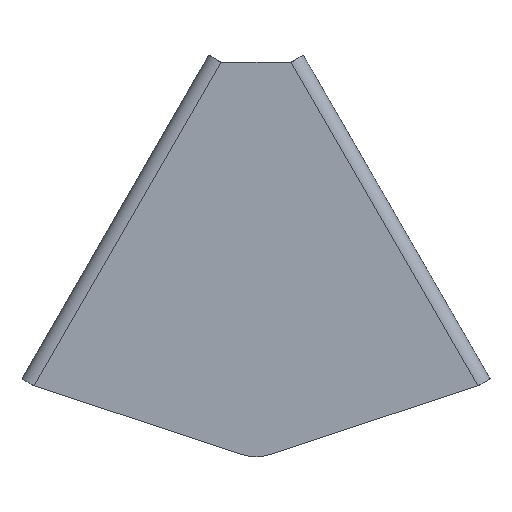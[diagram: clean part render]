
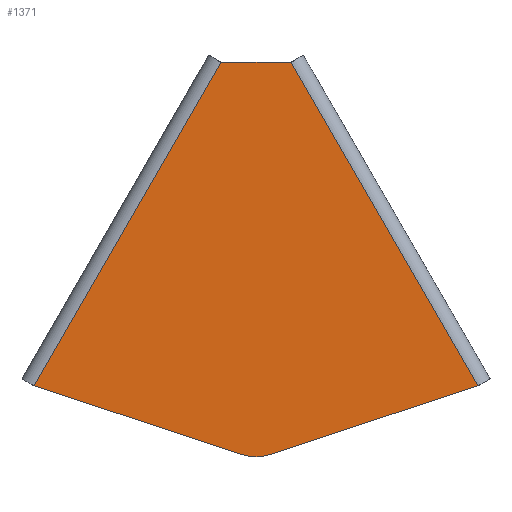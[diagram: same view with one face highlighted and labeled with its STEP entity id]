
A CAD part, front view. The second image highlights one B-rep face of the part: STEP entity #1371.
In plain terms, the highlighted planar face has unit normal (0, -1, 0).
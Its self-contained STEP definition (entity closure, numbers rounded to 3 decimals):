
#25 = FACE_OUTER_BOUND ( 'NONE', #312, .T. ) ;
#44 = VERTEX_POINT ( 'NONE', #795 ) ;
#144 = EDGE_CURVE ( 'NONE', #294, #400, #273, .T. ) ;
#194 = CARTESIAN_POINT ( 'NONE',  ( 0., 0., -170. ) ) ;
#195 = DIRECTION ( 'NONE',  ( 1., 0., 0. ) ) ;
#206 = DIRECTION ( 'NONE',  ( 0.5, 0., -0.866 ) ) ;
#215 = VECTOR ( 'NONE', #1149, 1000. ) ;
#243 = DIRECTION ( 'NONE',  ( 0., -1., 0. ) ) ;
#256 = VERTEX_POINT ( 'NONE', #366 ) ;
#265 = EDGE_CURVE ( 'NONE', #1239, #256, #837, .T. ) ;
#273 = LINE ( 'NONE', #849, #1123 ) ;
#289 = ORIENTED_EDGE ( 'NONE', *, *, #929, .F. ) ;
#294 = VERTEX_POINT ( 'NONE', #680 ) ;
#307 = DIRECTION ( 'NONE',  ( 0., -1., 0. ) ) ;
#312 = EDGE_LOOP ( 'NONE', ( #634, #1226, #752, #510, #521, #289 ) ) ;
#314 = CARTESIAN_POINT ( 'NONE',  ( 15., 0., 0. ) ) ;
#346 = VECTOR ( 'NONE', #814, 1000. ) ;
#356 = EDGE_CURVE ( 'NONE', #44, #256, #1375, .T. ) ;
#366 = CARTESIAN_POINT ( 'NONE',  ( 6.283, 0., -167.921 ) ) ;
#400 = VERTEX_POINT ( 'NONE', #1332 ) ;
#422 = VERTEX_POINT ( 'NONE', #1224 ) ;
#435 = PLANE ( 'NONE',  #775 ) ;
#474 = CARTESIAN_POINT ( 'NONE',  ( -6.283, 0., -167.921 ) ) ;
#506 = CARTESIAN_POINT ( 'NONE',  ( 95., 0., -138.564 ) ) ;
#510 = ORIENTED_EDGE ( 'NONE', *, *, #761, .F. ) ;
#521 = ORIENTED_EDGE ( 'NONE', *, *, #144, .F. ) ;
#634 = ORIENTED_EDGE ( 'NONE', *, *, #659, .F. ) ;
#659 = EDGE_CURVE ( 'NONE', #1239, #422, #1259, .T. ) ;
#680 = CARTESIAN_POINT ( 'NONE',  ( -15., 0., 0. ) ) ;
#746 = AXIS2_PLACEMENT_3D ( 'NONE', #1198, #243, #905 ) ;
#752 = ORIENTED_EDGE ( 'NONE', *, *, #356, .F. ) ;
#761 = EDGE_CURVE ( 'NONE', #400, #44, #1291, .T. ) ;
#775 = AXIS2_PLACEMENT_3D ( 'NONE', #1264, #307, #1250 ) ;
#791 = CARTESIAN_POINT ( 'NONE',  ( -95., 0., -138.564 ) ) ;
#795 = CARTESIAN_POINT ( 'NONE',  ( 95., 0., -138.564 ) ) ;
#797 = DIRECTION ( 'NONE',  ( 0.5, 0., 0.866 ) ) ;
#814 = DIRECTION ( 'NONE',  ( -0.949, 0., -0.314 ) ) ;
#837 = CIRCLE ( 'NONE', #746, 20. ) ;
#849 = CARTESIAN_POINT ( 'NONE',  ( 0., 0., 0. ) ) ;
#905 = DIRECTION ( 'NONE',  ( 0., 0., -1. ) ) ;
#929 = EDGE_CURVE ( 'NONE', #422, #294, #1227, .T. ) ;
#964 = VECTOR ( 'NONE', #797, 1000. ) ;
#1123 = VECTOR ( 'NONE', #195, 1000. ) ;
#1149 = DIRECTION ( 'NONE',  ( -0.949, 0., 0.314 ) ) ;
#1198 = CARTESIAN_POINT ( 'NONE',  ( 0., 0., -148.933 ) ) ;
#1224 = CARTESIAN_POINT ( 'NONE',  ( -95., 0., -138.564 ) ) ;
#1226 = ORIENTED_EDGE ( 'NONE', *, *, #265, .T. ) ;
#1227 = LINE ( 'NONE', #791, #964 ) ;
#1239 = VERTEX_POINT ( 'NONE', #474 ) ;
#1250 = DIRECTION ( 'NONE',  ( 0., 0., -1. ) ) ;
#1259 = LINE ( 'NONE', #194, #215 ) ;
#1264 = CARTESIAN_POINT ( 'NONE',  ( 0., 0., 0. ) ) ;
#1280 = VECTOR ( 'NONE', #206, 1000. ) ;
#1291 = LINE ( 'NONE', #314, #1280 ) ;
#1332 = CARTESIAN_POINT ( 'NONE',  ( 15., 0., 0. ) ) ;
#1371 = ADVANCED_FACE ( 'NONE', ( #25 ), #435, .T. ) ;
#1375 = LINE ( 'NONE', #506, #346 ) ;
